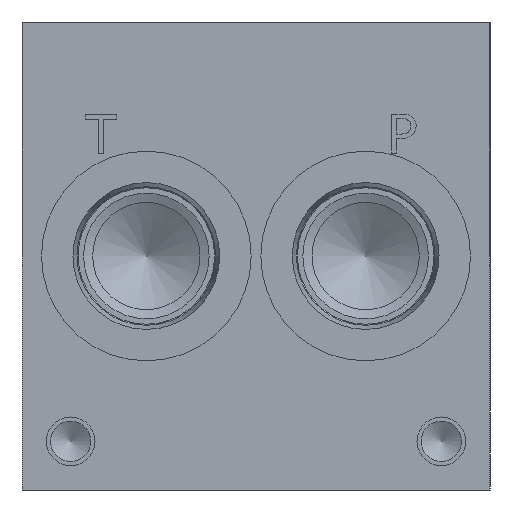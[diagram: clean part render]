
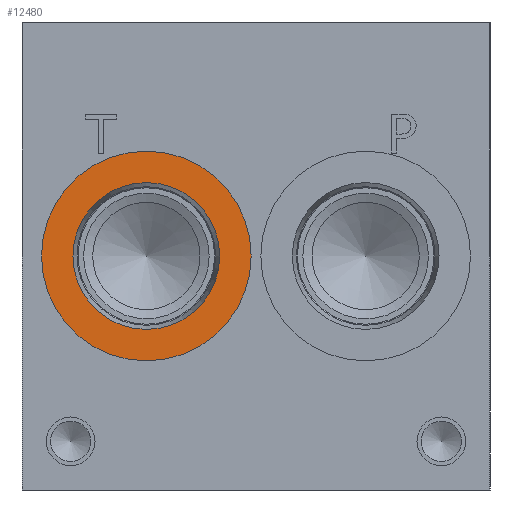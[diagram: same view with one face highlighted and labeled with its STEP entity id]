
A CAD part, left-side view. The second image highlights one B-rep face of the part: STEP entity #12480.
In plain terms, the highlighted planar face has unit normal (-1, 0, 0).
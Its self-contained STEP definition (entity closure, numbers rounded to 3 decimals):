
#223=CIRCLE('',#13054,17.069);
#224=CIRCLE('',#13055,17.069);
#225=CIRCLE('',#13057,11.951);
#226=CIRCLE('',#13058,11.951);
#513=FACE_BOUND('',#2268,.T.);
#1553=FACE_OUTER_BOUND('',#2267,.T.);
#2267=EDGE_LOOP('',(#10437,#10438));
#2268=EDGE_LOOP('',(#10439,#10440));
#5653=VERTEX_POINT('',#21115);
#5654=VERTEX_POINT('',#21117);
#5655=VERTEX_POINT('',#21121);
#5656=VERTEX_POINT('',#21122);
#7318=EDGE_CURVE('',#5653,#5654,#223,.T.);
#7319=EDGE_CURVE('',#5654,#5653,#224,.T.);
#7320=EDGE_CURVE('',#5655,#5656,#225,.T.);
#7321=EDGE_CURVE('',#5656,#5655,#226,.T.);
#10437=ORIENTED_EDGE('',*,*,#7319,.F.);
#10438=ORIENTED_EDGE('',*,*,#7318,.F.);
#10439=ORIENTED_EDGE('',*,*,#7320,.T.);
#10440=ORIENTED_EDGE('',*,*,#7321,.T.);
#11478=PLANE('',#13056);
#12480=ADVANCED_FACE('',(#1553,#513),#11478,.F.);
#13054=AXIS2_PLACEMENT_3D('',#21118,#15274,#15275);
#13055=AXIS2_PLACEMENT_3D('',#21119,#15276,#15277);
#13056=AXIS2_PLACEMENT_3D('',#21120,#15278,#15279);
#13057=AXIS2_PLACEMENT_3D('',#21123,#15280,#15281);
#13058=AXIS2_PLACEMENT_3D('',#21124,#15282,#15283);
#15274=DIRECTION('center_axis',(1.,0.,0.));
#15275=DIRECTION('ref_axis',(0.,0.,-1.));
#15276=DIRECTION('center_axis',(1.,0.,0.));
#15277=DIRECTION('ref_axis',(0.,0.,-1.));
#15278=DIRECTION('center_axis',(1.,0.,0.));
#15279=DIRECTION('ref_axis',(0.,0.,-1.));
#15280=DIRECTION('center_axis',(1.,0.,0.));
#15281=DIRECTION('ref_axis',(0.,0.,-1.));
#15282=DIRECTION('center_axis',(1.,0.,0.));
#15283=DIRECTION('ref_axis',(0.,0.,-1.));
#21115=CARTESIAN_POINT('',(0.787,55.956,21.031));
#21117=CARTESIAN_POINT('',(0.787,55.956,55.169));
#21118=CARTESIAN_POINT('Origin',(0.787,55.956,38.1));
#21119=CARTESIAN_POINT('Origin',(0.787,55.956,38.1));
#21120=CARTESIAN_POINT('Origin',(0.787,55.956,50.051));
#21121=CARTESIAN_POINT('',(0.787,55.956,50.051));
#21122=CARTESIAN_POINT('',(0.787,55.956,26.149));
#21123=CARTESIAN_POINT('Origin',(0.787,55.956,38.1));
#21124=CARTESIAN_POINT('Origin',(0.787,55.956,38.1));
